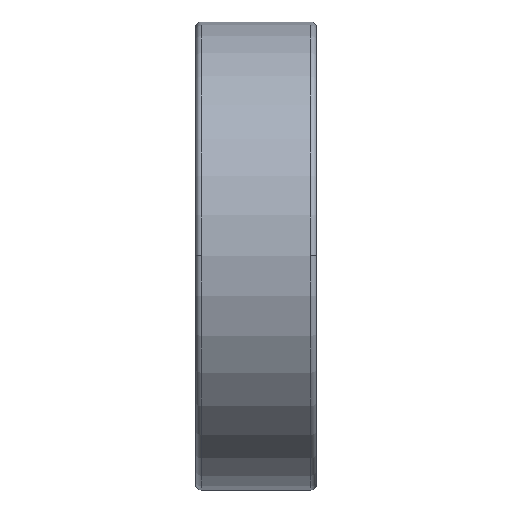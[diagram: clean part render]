
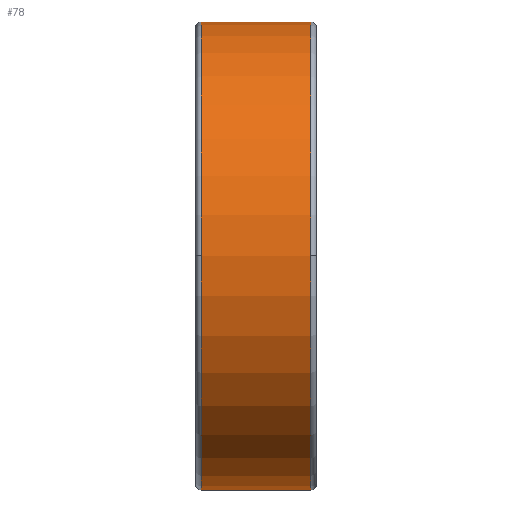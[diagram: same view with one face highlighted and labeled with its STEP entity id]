
A CAD part, top view. The second image highlights one B-rep face of the part: STEP entity #78.
In plain terms, the highlighted cylindrical face has radius 60 mm (diameter 120 mm), a partial arc.
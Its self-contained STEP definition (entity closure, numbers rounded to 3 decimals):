
#78=ADVANCED_FACE('',(#283),#284,.T.);
#283=FACE_OUTER_BOUND('',#751,.T.);
#284=CYLINDRICAL_SURFACE('',#752,60.0);
#751=EDGE_LOOP('',(#1267,#1268,#1269,#1270,#1271,#1272));
#752=AXIS2_PLACEMENT_3D('',#1273,#1274,#1275);
#1267=ORIENTED_EDGE('',*,*,#2672,.F.);
#1268=ORIENTED_EDGE('',*,*,#2673,.T.);
#1269=ORIENTED_EDGE('',*,*,#2674,.T.);
#1270=ORIENTED_EDGE('',*,*,#2675,.F.);
#1271=ORIENTED_EDGE('',*,*,#2676,.F.);
#1272=ORIENTED_EDGE('',*,*,#2668,.F.);
#1273=CARTESIAN_POINT('',(15.5,0.0,0.0));
#1274=DIRECTION('',(1.0,0.0,0.0));
#1275=DIRECTION('',(0.0,1.0,0.0));
#2668=EDGE_CURVE('',#3111,#3113,#3114,.T.);
#2672=EDGE_CURVE('',#3120,#3111,#3121,.T.);
#2673=EDGE_CURVE('',#3120,#3122,#3123,.T.);
#2674=EDGE_CURVE('',#3122,#3124,#3125,.T.);
#2675=EDGE_CURVE('',#3126,#3124,#3127,.T.);
#2676=EDGE_CURVE('',#3113,#3126,#3128,.T.);
#3111=VERTEX_POINT('',#3839);
#3113=VERTEX_POINT('',#3841);
#3114=CIRCLE('',#3842,60.0);
#3120=VERTEX_POINT('',#3848);
#3121=LINE('',#3849,#3850);
#3122=VERTEX_POINT('',#3851);
#3123=CIRCLE('',#3852,60.0);
#3124=VERTEX_POINT('',#3853);
#3125=CIRCLE('',#3854,60.0);
#3126=VERTEX_POINT('',#3855);
#3127=LINE('',#3856,#3857);
#3128=CIRCLE('',#3858,60.0);
#3839=CARTESIAN_POINT('',(29.5,60.0,0.0));
#3841=CARTESIAN_POINT('',(29.5,0.,60.0));
#3842=AXIS2_PLACEMENT_3D('',#7064,#7065,#7066);
#3848=CARTESIAN_POINT('',(1.5,60.0,0.0));
#3849=CARTESIAN_POINT('',(15.5,60.0,0.));
#3850=VECTOR('',#7076,1.0);
#3851=CARTESIAN_POINT('',(1.5,0.,60.0));
#3852=AXIS2_PLACEMENT_3D('',#7077,#7078,#7079);
#3853=CARTESIAN_POINT('',(1.5,-60.0,0.));
#3854=AXIS2_PLACEMENT_3D('',#7080,#7081,#7082);
#3855=CARTESIAN_POINT('',(29.5,-60.0,0.));
#3856=CARTESIAN_POINT('',(15.5,-60.0,0.));
#3857=VECTOR('',#7083,1.0);
#3858=AXIS2_PLACEMENT_3D('',#7084,#7085,#7086);
#7064=CARTESIAN_POINT('',(29.5,0.0,0.0));
#7065=DIRECTION('',(1.0,0.0,0.0));
#7066=DIRECTION('',(0.0,1.0,0.0));
#7076=DIRECTION('',(1.0,0.0,0.0));
#7077=CARTESIAN_POINT('',(1.5,0.0,0.0));
#7078=DIRECTION('',(1.0,0.0,0.0));
#7079=DIRECTION('',(0.0,1.0,0.0));
#7080=CARTESIAN_POINT('',(1.5,0.0,0.0));
#7081=DIRECTION('',(1.0,0.0,0.0));
#7082=DIRECTION('',(0.0,1.0,0.0));
#7083=DIRECTION('',(-1.0,-0.0,-0.0));
#7084=CARTESIAN_POINT('',(29.5,0.0,0.0));
#7085=DIRECTION('',(1.0,0.0,0.0));
#7086=DIRECTION('',(0.0,1.0,0.0));
